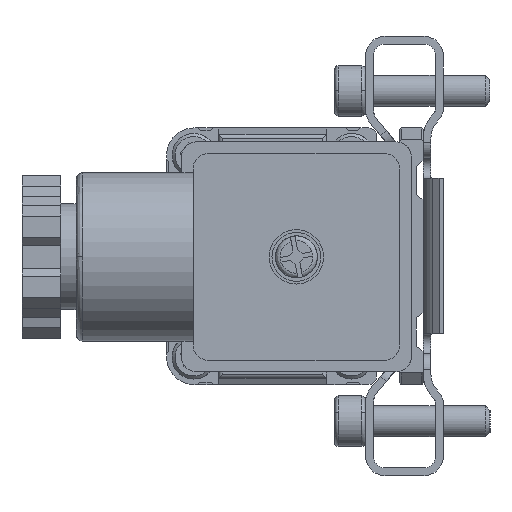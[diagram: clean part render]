
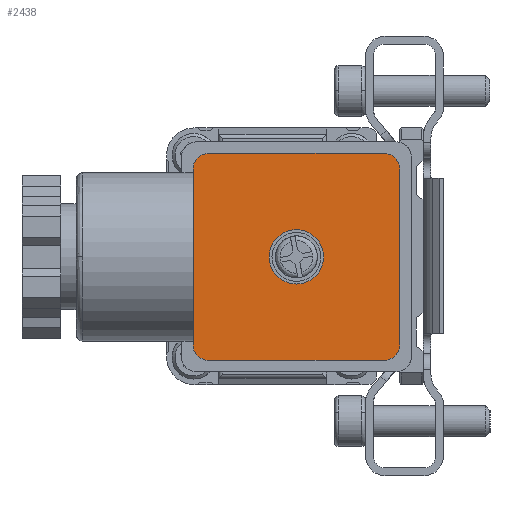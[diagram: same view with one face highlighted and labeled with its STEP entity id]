
A CAD part, left-side view. The second image highlights one B-rep face of the part: STEP entity #2438.
In plain terms, the highlighted planar face has unit normal (-1, 0, 0).
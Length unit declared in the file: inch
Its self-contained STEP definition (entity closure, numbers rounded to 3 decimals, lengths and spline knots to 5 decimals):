
#123 = CIRCLE ( 'NONE', #10061, 0.07874 ) ;
#427 = EDGE_CURVE ( 'NONE', #12610, #2464, #766, .T. ) ;
#761 = CARTESIAN_POINT ( 'NONE',  ( -1.07087, 1.08661, 1.17007 ) ) ;
#766 = LINE ( 'NONE', #9416, #1171 ) ;
#1171 = VECTOR ( 'NONE', #15820, 39.37008 ) ;
#2438 = ADVANCED_FACE ( 'NONE', ( #10913, #26758 ), #5049, .F. ) ;
#2464 = VERTEX_POINT ( 'NONE', #22495 ) ;
#2834 = DIRECTION ( 'NONE',  ( 1., 0., 0. ) ) ;
#2894 = EDGE_CURVE ( 'NONE', #17173, #8299, #13027, .T. ) ;
#3027 = CARTESIAN_POINT ( 'NONE',  ( -1.07087, 0.64173, 0.78424 ) ) ;
#3187 = CARTESIAN_POINT ( 'NONE',  ( -1.07087, 1.16535, 0.12282 ) ) ;
#3477 = CARTESIAN_POINT ( 'NONE',  ( -1.07087, 1.08661, 0.12282 ) ) ;
#4353 = AXIS2_PLACEMENT_3D ( 'NONE', #3187, #4382, #22362 ) ;
#4382 = DIRECTION ( 'NONE',  ( 1., 0., 0. ) ) ;
#4424 = VECTOR ( 'NONE', #6928, 39.37008 ) ;
#4525 = EDGE_CURVE ( 'NONE', #26695, #26272, #21776, .T. ) ;
#4710 = EDGE_CURVE ( 'NONE', #25304, #16839, #16097, .T. ) ;
#4731 = DIRECTION ( 'NONE',  ( 1., 0., 0. ) ) ;
#5049 = PLANE ( 'NONE',  #4353 ) ;
#5184 = ORIENTED_EDGE ( 'NONE', *, *, #4710, .T. ) ;
#5268 = CARTESIAN_POINT ( 'NONE',  ( -1.07087, 1.08661, 1.09133 ) ) ;
#5512 = AXIS2_PLACEMENT_3D ( 'NONE', #5268, #13910, #18032 ) ;
#6004 = CARTESIAN_POINT ( 'NONE',  ( -1.07087, 1.16535, 1.09133 ) ) ;
#6071 = ORIENTED_EDGE ( 'NONE', *, *, #19112, .F. ) ;
#6585 = DIRECTION ( 'NONE',  ( 0., 0., 1. ) ) ;
#6928 = DIRECTION ( 'NONE',  ( 0., -1., 0. ) ) ;
#7140 = DIRECTION ( 'NONE',  ( 0., 1., 0. ) ) ;
#7207 = CARTESIAN_POINT ( 'NONE',  ( -1.07087, 0.19685, 1.17007 ) ) ;
#8270 = AXIS2_PLACEMENT_3D ( 'NONE', #14308, #2834, #9358 ) ;
#8299 = VERTEX_POINT ( 'NONE', #19722 ) ;
#8422 = EDGE_LOOP ( 'NONE', ( #15391, #14379, #24640, #5184, #15594, #17520, #9317, #14249 ) ) ;
#8464 = CARTESIAN_POINT ( 'NONE',  ( -1.07087, 0.11811, 0.20156 ) ) ;
#8934 = EDGE_CURVE ( 'NONE', #17173, #2464, #123, .T. ) ;
#9317 = ORIENTED_EDGE ( 'NONE', *, *, #8934, .F. ) ;
#9358 = DIRECTION ( 'NONE',  ( 0., 1., 0. ) ) ;
#9416 = CARTESIAN_POINT ( 'NONE',  ( -1.07087, 1.16535, 1.09133 ) ) ;
#9775 = DIRECTION ( 'NONE',  ( 0., 0., 1. ) ) ;
#10061 = AXIS2_PLACEMENT_3D ( 'NONE', #20250, #13732, #18279 ) ;
#10913 = FACE_BOUND ( 'NONE', #14553, .T. ) ;
#12033 = CARTESIAN_POINT ( 'NONE',  ( -1.07087, 0.64173, 0.64645 ) ) ;
#12610 = VERTEX_POINT ( 'NONE', #6004 ) ;
#13027 = LINE ( 'NONE', #25963, #4424 ) ;
#13705 = CIRCLE ( 'NONE', #16887, 0.1378 ) ;
#13732 = DIRECTION ( 'NONE',  ( 1., 0., 0. ) ) ;
#13833 = EDGE_CURVE ( 'NONE', #25304, #26272, #23506, .T. ) ;
#13910 = DIRECTION ( 'NONE',  ( 1., 0., 0. ) ) ;
#13952 = VERTEX_POINT ( 'NONE', #3027 ) ;
#14249 = ORIENTED_EDGE ( 'NONE', *, *, #2894, .T. ) ;
#14308 = CARTESIAN_POINT ( 'NONE',  ( -1.07087, 0.19685, 0.20156 ) ) ;
#14379 = ORIENTED_EDGE ( 'NONE', *, *, #4525, .T. ) ;
#14553 = EDGE_LOOP ( 'NONE', ( #6071 ) ) ;
#15391 = ORIENTED_EDGE ( 'NONE', *, *, #19156, .F. ) ;
#15594 = ORIENTED_EDGE ( 'NONE', *, *, #27804, .F. ) ;
#15820 = DIRECTION ( 'NONE',  ( 0., 0., -1. ) ) ;
#16097 = LINE ( 'NONE', #761, #27174 ) ;
#16839 = VERTEX_POINT ( 'NONE', #19806 ) ;
#16887 = AXIS2_PLACEMENT_3D ( 'NONE', #12033, #20426, #9775 ) ;
#17173 = VERTEX_POINT ( 'NONE', #3477 ) ;
#17520 = ORIENTED_EDGE ( 'NONE', *, *, #427, .T. ) ;
#18032 = DIRECTION ( 'NONE',  ( 0., 1., 0. ) ) ;
#18279 = DIRECTION ( 'NONE',  ( 0., 1., 0. ) ) ;
#18881 = CARTESIAN_POINT ( 'NONE',  ( -1.07087, 0.11811, 1.09133 ) ) ;
#19112 = EDGE_CURVE ( 'NONE', #13952, #13952, #13705, .T. ) ;
#19156 = EDGE_CURVE ( 'NONE', #26695, #8299, #20949, .T. ) ;
#19368 = AXIS2_PLACEMENT_3D ( 'NONE', #24185, #4731, #19905 ) ;
#19722 = CARTESIAN_POINT ( 'NONE',  ( -1.07087, 0.19685, 0.12282 ) ) ;
#19806 = CARTESIAN_POINT ( 'NONE',  ( -1.07087, 1.08661, 1.17007 ) ) ;
#19905 = DIRECTION ( 'NONE',  ( 0., 1., 0. ) ) ;
#20250 = CARTESIAN_POINT ( 'NONE',  ( -1.07087, 1.08661, 0.20156 ) ) ;
#20426 = DIRECTION ( 'NONE',  ( -1., 0., 0. ) ) ;
#20887 = CIRCLE ( 'NONE', #5512, 0.07874 ) ;
#20949 = CIRCLE ( 'NONE', #8270, 0.07874 ) ;
#21776 = LINE ( 'NONE', #26592, #26708 ) ;
#22362 = DIRECTION ( 'NONE',  ( 0., 0., -1. ) ) ;
#22495 = CARTESIAN_POINT ( 'NONE',  ( -1.07087, 1.16535, 0.20156 ) ) ;
#23506 = CIRCLE ( 'NONE', #19368, 0.07874 ) ;
#24185 = CARTESIAN_POINT ( 'NONE',  ( -1.07087, 0.19685, 1.09133 ) ) ;
#24640 = ORIENTED_EDGE ( 'NONE', *, *, #13833, .F. ) ;
#25304 = VERTEX_POINT ( 'NONE', #7207 ) ;
#25963 = CARTESIAN_POINT ( 'NONE',  ( -1.07087, 0.19685, 0.12282 ) ) ;
#26272 = VERTEX_POINT ( 'NONE', #18881 ) ;
#26592 = CARTESIAN_POINT ( 'NONE',  ( -1.07087, 0.11811, 1.09133 ) ) ;
#26695 = VERTEX_POINT ( 'NONE', #8464 ) ;
#26708 = VECTOR ( 'NONE', #6585, 39.37008 ) ;
#26758 = FACE_OUTER_BOUND ( 'NONE', #8422, .T. ) ;
#27174 = VECTOR ( 'NONE', #7140, 39.37008 ) ;
#27804 = EDGE_CURVE ( 'NONE', #12610, #16839, #20887, .T. ) ;
